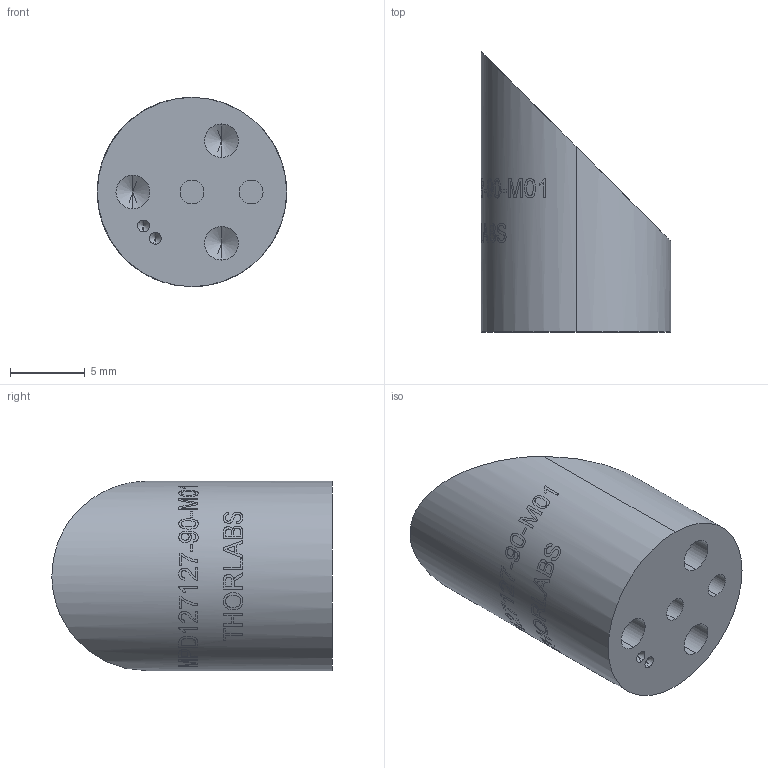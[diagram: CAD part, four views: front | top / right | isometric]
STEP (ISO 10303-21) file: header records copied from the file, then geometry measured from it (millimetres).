
FILE_DESCRIPTION (( 'STEP AP203' ), '1' );
FILE_NAME ('21171-E0W.STEP', '2014-09-08T18:17:31', ( 'admin' ), ( '' ), 'SwSTEP 2.0', 'SolidWorks 2014', '' );
FILE_SCHEMA (( 'CONFIG_CONTROL_DESIGN' ));
Length unit declared in the file: inch
Products named in the file (1): 21171-E0W
Bounding box: 12.7 x 18.8 x 12.7 mm (x, y, z)
Volume: 1465.3 mm3; surface area: 919.1 mm2
Topology: 1 solids, 1 shells, 61 faces, 327 edges, 299 vertices
Faces by surface type: cylinder 46, cone 10, plane 3, bspline 2
Entity records: 5670 total; most frequent: CARTESIAN_POINT 3079, ORIENTED_EDGE 634, DIRECTION 387, EDGE_CURVE 317, VERTEX_POINT 299, AXIS2_PLACEMENT_3D 157, B_SPLINE_CURVE_WITH_KNOTS 147, EDGE_LOOP 102
